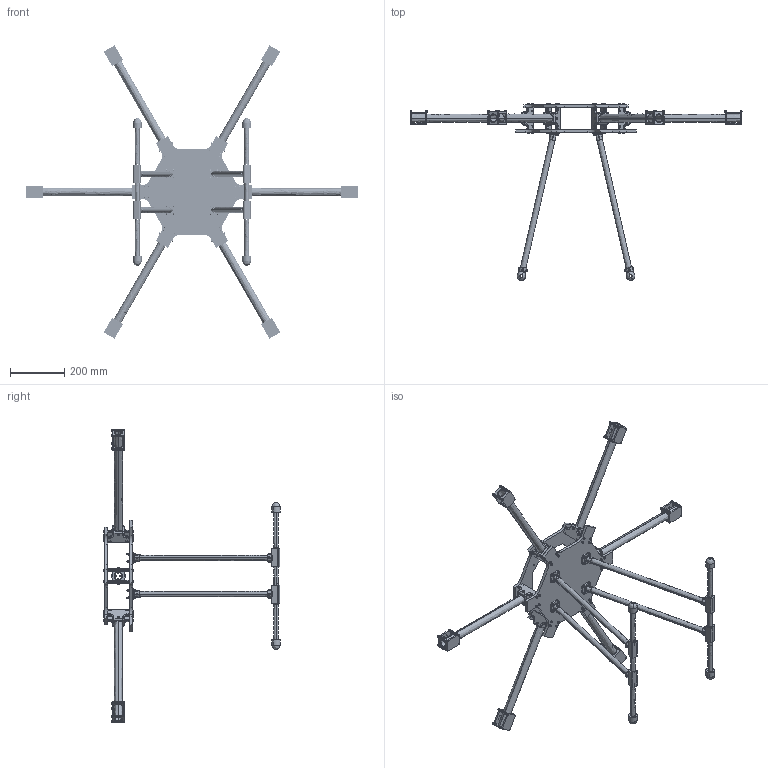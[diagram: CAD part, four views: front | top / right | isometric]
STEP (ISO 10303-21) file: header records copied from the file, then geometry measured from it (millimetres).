
FILE_DESCRIPTION(('FreeCAD Model'),'2;1');
FILE_NAME('Open CASCADE Shape Model','2025-04-25T12:05:32',('FreeCAD'),( 'FreeCAD'),'Open CASCADE STEP processor 7.6','FreeCAD','Unknown');
FILE_SCHEMA(('AUTOMOTIVE_DESIGN { 1 0 10303 214 1 1 1 1 }'));
Products named in the file (1): Open CASCADE STEP translator 7.6 1
Bounding box: 1221.18 x 649.96 x 1078.94 mm (x, y, z)
Volume: 2915609.4 mm3; surface area: 1599711.6 mm2
Topology: 188 solids, 188 shells, 5461 faces, 12649 edges, 7470 vertices
Faces by surface type: bspline 5461
Entity records: 168877 total; most frequent: CARTESIAN_POINT 96025, ORIENTED_EDGE 24706, EDGE_CURVE 12353, VERTEX_POINT 7470, B_SPLINE_CURVE_WITH_KNOTS 7219, FACE_BOUND 6329, EDGE_LOOP 6329, ADVANCED_FACE 5461
